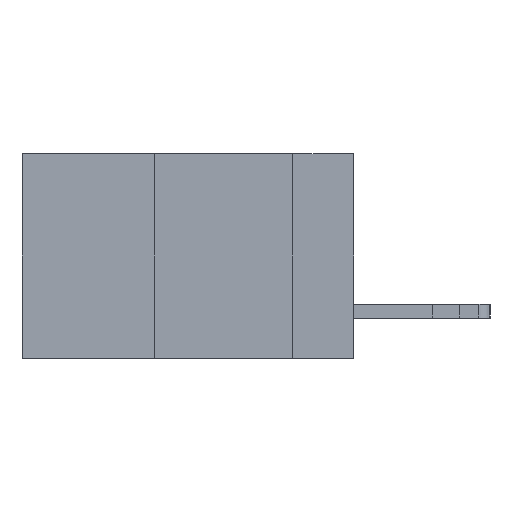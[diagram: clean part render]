
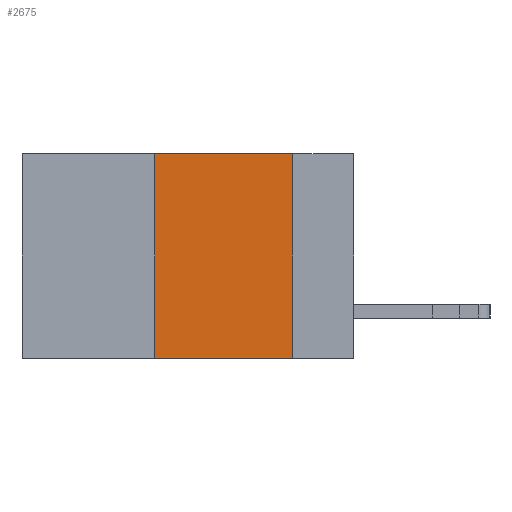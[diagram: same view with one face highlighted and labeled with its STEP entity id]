
A CAD part, left-side view. The second image highlights one B-rep face of the part: STEP entity #2675.
In plain terms, the highlighted planar face has unit normal (-1, 0, 0).
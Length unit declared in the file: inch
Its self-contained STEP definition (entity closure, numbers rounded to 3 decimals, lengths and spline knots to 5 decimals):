
#24 = EDGE_CURVE ( 'NONE', #2033, #6031, #1277, .T. ) ;
#53 = ORIENTED_EDGE ( 'NONE', *, *, #24, .F. ) ;
#131 = VECTOR ( 'NONE', #11130, 39.37008 ) ;
#156 = CARTESIAN_POINT ( 'NONE',  ( 0., 0.11, -0.37 ) ) ;
#202 = CARTESIAN_POINT ( 'NONE',  ( 0., 0.36, -0.37 ) ) ;
#441 = LINE ( 'NONE', #5145, #10968 ) ;
#1050 = ORIENTED_EDGE ( 'NONE', *, *, #1867, .T. ) ;
#1186 = ORIENTED_EDGE ( 'NONE', *, *, #12966, .F. ) ;
#1277 = LINE ( 'NONE', #2561, #10140 ) ;
#1867 = EDGE_CURVE ( 'NONE', #9288, #6385, #5209, .T. ) ;
#2033 = VERTEX_POINT ( 'NONE', #13697 ) ;
#2112 = EDGE_LOOP ( 'NONE', ( #1186, #53, #13641, #1050 ) ) ;
#2561 = CARTESIAN_POINT ( 'NONE',  ( 0., 0.6, 0. ) ) ;
#2620 = VECTOR ( 'NONE', #14001, 39.37008 ) ;
#2675 = ADVANCED_FACE ( 'NONE', ( #11770 ), #14176, .F. ) ;
#3991 = EDGE_CURVE ( 'NONE', #9288, #2033, #441, .T. ) ;
#4746 = LINE ( 'NONE', #9388, #2620 ) ;
#4965 = CARTESIAN_POINT ( 'NONE',  ( 0., 0.11, 0. ) ) ;
#5145 = CARTESIAN_POINT ( 'NONE',  ( 0., 0.36, 0. ) ) ;
#5209 = LINE ( 'NONE', #11971, #131 ) ;
#6031 = VERTEX_POINT ( 'NONE', #4965 ) ;
#6385 = VERTEX_POINT ( 'NONE', #156 ) ;
#6975 = DIRECTION ( 'NONE',  ( 0., -1., 0. ) ) ;
#7278 = DIRECTION ( 'NONE',  ( 0., 0., 1. ) ) ;
#7339 = AXIS2_PLACEMENT_3D ( 'NONE', #12975, #8427, #11847 ) ;
#8427 = DIRECTION ( 'NONE',  ( 1., 0., 0. ) ) ;
#9288 = VERTEX_POINT ( 'NONE', #202 ) ;
#9388 = CARTESIAN_POINT ( 'NONE',  ( 0., 0.11, 0. ) ) ;
#10140 = VECTOR ( 'NONE', #6975, 39.37008 ) ;
#10968 = VECTOR ( 'NONE', #7278, 39.37008 ) ;
#11130 = DIRECTION ( 'NONE',  ( 0., -1., 0. ) ) ;
#11770 = FACE_OUTER_BOUND ( 'NONE', #2112, .T. ) ;
#11847 = DIRECTION ( 'NONE',  ( 0., 0., -1. ) ) ;
#11971 = CARTESIAN_POINT ( 'NONE',  ( 0., 0.6, -0.37 ) ) ;
#12966 = EDGE_CURVE ( 'NONE', #6031, #6385, #4746, .T. ) ;
#12975 = CARTESIAN_POINT ( 'NONE',  ( 0., 0.6, 0. ) ) ;
#13641 = ORIENTED_EDGE ( 'NONE', *, *, #3991, .F. ) ;
#13697 = CARTESIAN_POINT ( 'NONE',  ( 0., 0.36, 0. ) ) ;
#14001 = DIRECTION ( 'NONE',  ( 0., 0., -1. ) ) ;
#14176 = PLANE ( 'NONE',  #7339 ) ;
